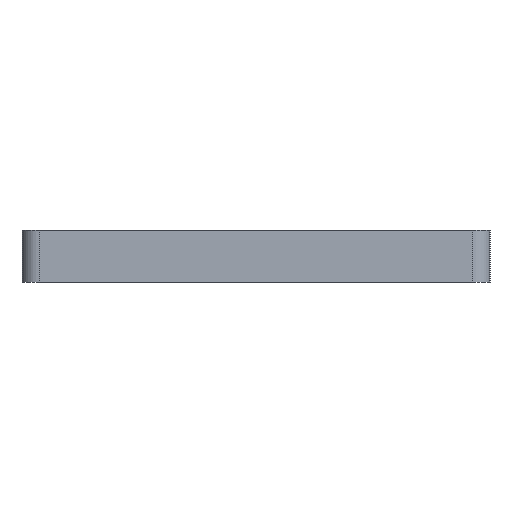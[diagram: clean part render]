
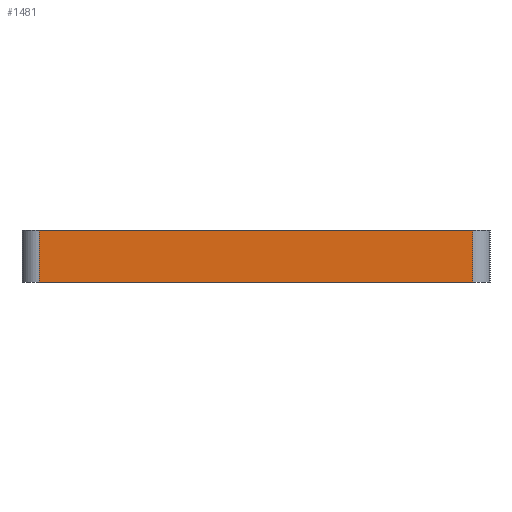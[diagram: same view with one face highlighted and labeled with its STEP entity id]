
A CAD part, left-side view. The second image highlights one B-rep face of the part: STEP entity #1481.
In plain terms, the highlighted planar face has unit normal (-1, 0, 0).
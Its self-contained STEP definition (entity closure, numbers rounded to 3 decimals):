
#146=FACE_OUTER_BOUND('',#236,.T.);
#236=EDGE_LOOP('',(#1128,#1129,#1130,#1131));
#351=LINE('',#2302,#504);
#352=LINE('',#2305,#505);
#378=LINE('',#2411,#531);
#379=LINE('',#2412,#532);
#504=VECTOR('',#1837,10.);
#505=VECTOR('',#1840,10.);
#531=VECTOR('',#1924,10.);
#532=VECTOR('',#1925,10.);
#650=VERTEX_POINT('',#2295);
#653=VERTEX_POINT('',#2300);
#654=VERTEX_POINT('',#2304);
#705=VERTEX_POINT('',#2410);
#817=EDGE_CURVE('',#653,#650,#351,.T.);
#818=EDGE_CURVE('',#650,#654,#352,.T.);
#872=EDGE_CURVE('',#653,#705,#378,.T.);
#873=EDGE_CURVE('',#654,#705,#379,.T.);
#1128=ORIENTED_EDGE('',*,*,#817,.F.);
#1129=ORIENTED_EDGE('',*,*,#872,.T.);
#1130=ORIENTED_EDGE('',*,*,#873,.F.);
#1131=ORIENTED_EDGE('',*,*,#818,.F.);
#1426=PLANE('',#1629);
#1481=ADVANCED_FACE('',(#146),#1426,.T.);
#1629=AXIS2_PLACEMENT_3D('',#2409,#1922,#1923);
#1837=DIRECTION('',(0.,0.,1.));
#1840=DIRECTION('',(0.,-1.,0.));
#1922=DIRECTION('center_axis',(-1.,0.,0.));
#1923=DIRECTION('ref_axis',(0.,-1.,0.));
#1924=DIRECTION('',(0.,-1.,0.));
#1925=DIRECTION('',(0.,0.,-1.));
#2295=CARTESIAN_POINT('',(-250.,62.5,15.));
#2300=CARTESIAN_POINT('',(-250.,62.5,0.));
#2302=CARTESIAN_POINT('',(-250.,62.5,0.));
#2304=CARTESIAN_POINT('',(-250.,-62.5,15.));
#2305=CARTESIAN_POINT('',(-250.,67.5,15.));
#2409=CARTESIAN_POINT('Origin',(-250.,67.5,0.));
#2410=CARTESIAN_POINT('',(-250.,-62.5,0.));
#2411=CARTESIAN_POINT('',(-250.,67.5,0.));
#2412=CARTESIAN_POINT('',(-250.,-62.5,0.));
